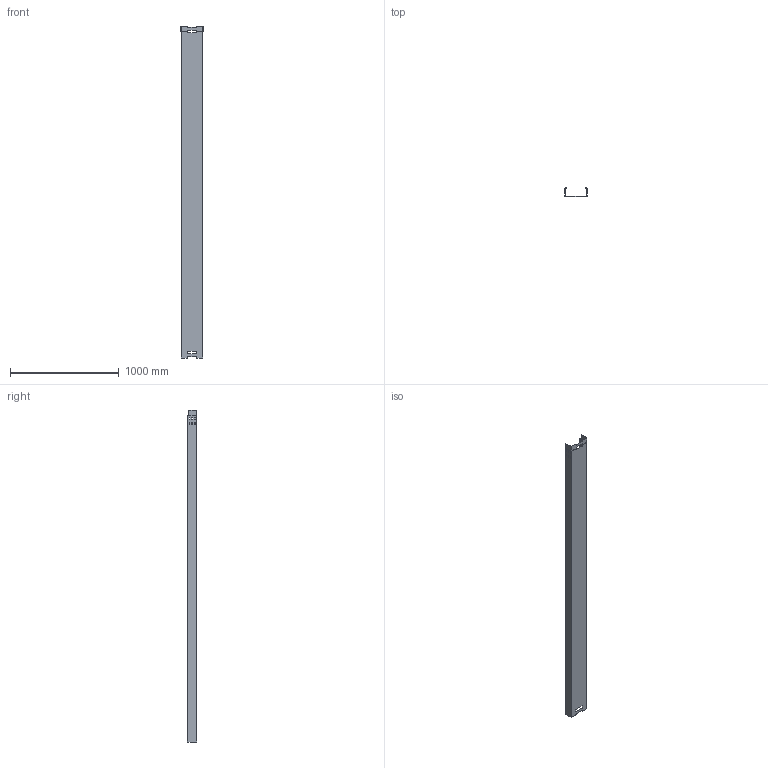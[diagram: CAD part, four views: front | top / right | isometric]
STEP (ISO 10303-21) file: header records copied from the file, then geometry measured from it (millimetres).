
FILE_DESCRIPTION((''),'2;1');
FILE_NAME('6059084_1','2013-10-16T',('AndreasKeweloh'),(''),'PRO/ENGINEER BY PARAMETRIC TECHNOLOGY CORPORATION, 2012360','PRO/ENGINEER BY PARAMETRIC TECHNOLOGY CORPORATION, 2012360','');
FILE_SCHEMA(('CONFIG_CONTROL_DESIGN'));
Length unit declared in the file: millimetre
Products named in the file (1): 6059084_1
Bounding box: 203.5 x 86.75 x 3050 mm (x, y, z)
Volume: 1195779.6 mm3; surface area: 2398950.5 mm2
Topology: 1 solids, 1 shells, 196 faces, 514 edges, 318 vertices
Faces by surface type: plane 88, cylinder 76, bspline 20, cone 6, torus 4, sphere 2
Entity records: 7184 total; most frequent: CARTESIAN_POINT 2363, ORIENTED_EDGE 1028, DIRECTION 946, EDGE_CURVE 514, AXIS2_PLACEMENT_3D 323, VERTEX_POINT 318, VECTOR 300, LINE 300
